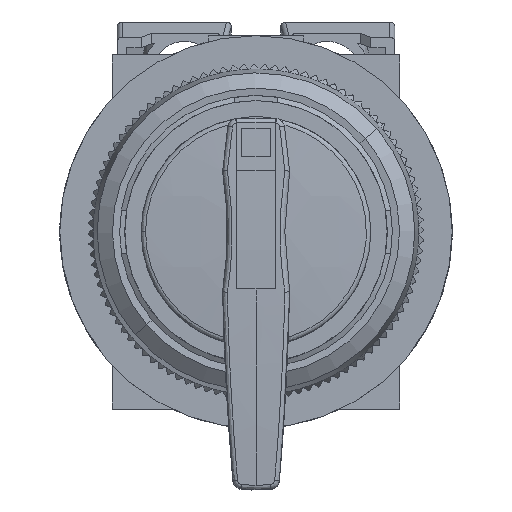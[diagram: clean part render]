
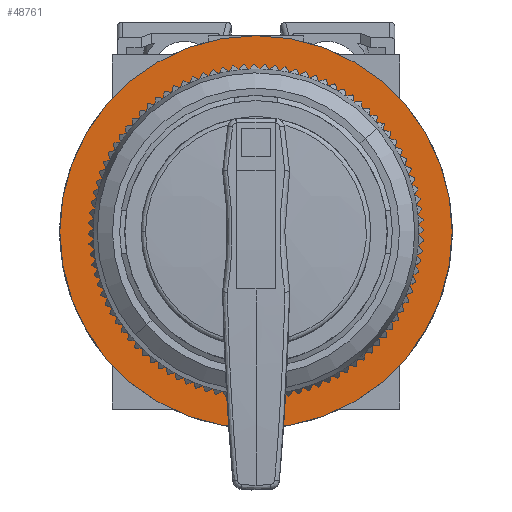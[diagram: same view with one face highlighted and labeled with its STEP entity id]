
A CAD part, top view. The second image highlights one B-rep face of the part: STEP entity #48761.
In plain terms, the highlighted planar face has unit normal (0, 0, 1).
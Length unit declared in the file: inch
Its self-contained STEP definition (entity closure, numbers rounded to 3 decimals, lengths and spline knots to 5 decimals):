
#2303 = CIRCLE ( 'NONE', #15231, 0.62598 ) ;
#2342 = CARTESIAN_POINT ( 'NONE',  ( -0.36187, -0.1532, 0.23622 ) ) ;
#3086 = DIRECTION ( 'NONE',  ( 0., 0., 1. ) ) ;
#4632 = CARTESIAN_POINT ( 'NONE',  ( -0.36187, -0.1532, 0.23622 ) ) ;
#7548 = DIRECTION ( 'NONE',  ( -1., 0., 0. ) ) ;
#7873 = EDGE_CURVE ( 'NONE', #10483, #47632, #2303, .T. ) ;
#8828 = CARTESIAN_POINT ( 'NONE',  ( -0.36187, -0.1532, 0.23622 ) ) ;
#9236 = CARTESIAN_POINT ( 'NONE',  ( -0.36187, -0.1532, 0.23622 ) ) ;
#9472 = AXIS2_PLACEMENT_3D ( 'NONE', #8828, #3086, #57935 ) ;
#10483 = VERTEX_POINT ( 'NONE', #20802 ) ;
#12625 = CIRCLE ( 'NONE', #60890, 0.80709 ) ;
#14608 = DIRECTION ( 'NONE',  ( -1., 0., 0. ) ) ;
#15231 = AXIS2_PLACEMENT_3D ( 'NONE', #9236, #46845, #14608 ) ;
#16746 = EDGE_LOOP ( 'NONE', ( #18302, #38732 ) ) ;
#18302 = ORIENTED_EDGE ( 'NONE', *, *, #35546, .T. ) ;
#20266 = AXIS2_PLACEMENT_3D ( 'NONE', #4632, #21556, #31643 ) ;
#20802 = CARTESIAN_POINT ( 'NONE',  ( 0.26412, -0.1532, 0.23622 ) ) ;
#21556 = DIRECTION ( 'NONE',  ( 0., 0., 1. ) ) ;
#23025 = CARTESIAN_POINT ( 'NONE',  ( -1.16896, -0.1532, 0.23622 ) ) ;
#25223 = PLANE ( 'NONE',  #9472 ) ;
#25436 = EDGE_LOOP ( 'NONE', ( #40340, #50309 ) ) ;
#25617 = CIRCLE ( 'NONE', #20266, 0.80709 ) ;
#28168 = EDGE_CURVE ( 'NONE', #30898, #64509, #25617, .T. ) ;
#30898 = VERTEX_POINT ( 'NONE', #43241 ) ;
#31643 = DIRECTION ( 'NONE',  ( -1., 0., 0. ) ) ;
#35350 = CIRCLE ( 'NONE', #61134, 0.62598 ) ;
#35546 = EDGE_CURVE ( 'NONE', #47632, #10483, #35350, .T. ) ;
#35550 = DIRECTION ( 'NONE',  ( 0., 0., -1. ) ) ;
#38732 = ORIENTED_EDGE ( 'NONE', *, *, #7873, .T. ) ;
#39761 = DIRECTION ( 'NONE',  ( 0., 0., 1. ) ) ;
#40340 = ORIENTED_EDGE ( 'NONE', *, *, #49992, .T. ) ;
#43241 = CARTESIAN_POINT ( 'NONE',  ( 0.44522, -0.1532, 0.23622 ) ) ;
#46845 = DIRECTION ( 'NONE',  ( 0., 0., -1. ) ) ;
#47632 = VERTEX_POINT ( 'NONE', #52098 ) ;
#48761 = ADVANCED_FACE ( 'NONE', ( #61807, #49960 ), #25223, .T. ) ;
#49960 = FACE_OUTER_BOUND ( 'NONE', #25436, .T. ) ;
#49992 = EDGE_CURVE ( 'NONE', #64509, #30898, #12625, .T. ) ;
#50309 = ORIENTED_EDGE ( 'NONE', *, *, #28168, .T. ) ;
#52098 = CARTESIAN_POINT ( 'NONE',  ( -0.98785, -0.1532, 0.23622 ) ) ;
#57201 = DIRECTION ( 'NONE',  ( -1., 0., 0. ) ) ;
#57935 = DIRECTION ( 'NONE',  ( 1., 0., 0. ) ) ;
#60890 = AXIS2_PLACEMENT_3D ( 'NONE', #2342, #39761, #7548 ) ;
#61134 = AXIS2_PLACEMENT_3D ( 'NONE', #67846, #35550, #57201 ) ;
#61807 = FACE_BOUND ( 'NONE', #16746, .T. ) ;
#64509 = VERTEX_POINT ( 'NONE', #23025 ) ;
#67846 = CARTESIAN_POINT ( 'NONE',  ( -0.36187, -0.1532, 0.23622 ) ) ;
